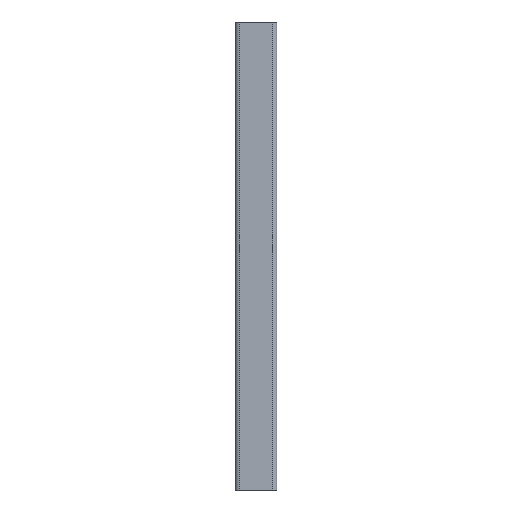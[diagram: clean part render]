
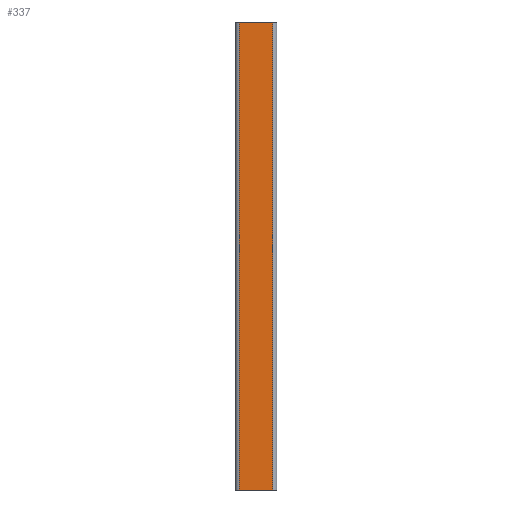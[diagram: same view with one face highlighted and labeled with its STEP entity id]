
A CAD part, front view. The second image highlights one B-rep face of the part: STEP entity #337.
In plain terms, the highlighted planar face has unit normal (0, -1, 0).
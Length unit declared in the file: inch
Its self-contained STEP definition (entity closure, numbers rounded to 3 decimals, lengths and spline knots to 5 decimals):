
#114 = CARTESIAN_POINT ( 'NONE',  ( 0.4, -0.5, 0. ) ) ;
#161 = DIRECTION ( 'NONE',  ( 1., 0., 0. ) ) ;
#180 = ORIENTED_EDGE ( 'NONE', *, *, #384, .F. ) ;
#215 = LINE ( 'NONE', #796, #1003 ) ;
#217 = CARTESIAN_POINT ( 'NONE',  ( -0.4, -0.5, 0. ) ) ;
#243 = CARTESIAN_POINT ( 'NONE',  ( 0.4, -0.5, -1. ) ) ;
#262 = ORIENTED_EDGE ( 'NONE', *, *, #678, .F. ) ;
#337 = ADVANCED_FACE ( 'NONE', ( #722 ), #1298, .T. ) ;
#384 = EDGE_CURVE ( 'NONE', #631, #1801, #884, .T. ) ;
#423 = CARTESIAN_POINT ( 'NONE',  ( 0.4, -0.5, -11.24858 ) ) ;
#577 = DIRECTION ( 'NONE',  ( 0., -1., 0. ) ) ;
#631 = VERTEX_POINT ( 'NONE', #217 ) ;
#661 = LINE ( 'NONE', #1236, #1489 ) ;
#678 = EDGE_CURVE ( 'NONE', #880, #1467, #661, .T. ) ;
#704 = ORIENTED_EDGE ( 'NONE', *, *, #1132, .F. ) ;
#722 = FACE_OUTER_BOUND ( 'NONE', #1538, .T. ) ;
#796 = CARTESIAN_POINT ( 'NONE',  ( -0.4, -0.5, -1. ) ) ;
#823 = DIRECTION ( 'NONE',  ( 0., 0., 1. ) ) ;
#880 = VERTEX_POINT ( 'NONE', #423 ) ;
#884 = LINE ( 'NONE', #1460, #1401 ) ;
#1003 = VECTOR ( 'NONE', #1375, 39.37008 ) ;
#1128 = AXIS2_PLACEMENT_3D ( 'NONE', #1873, #577, #1157 ) ;
#1132 = EDGE_CURVE ( 'NONE', #1467, #631, #215, .T. ) ;
#1157 = DIRECTION ( 'NONE',  ( 1., 0., 0. ) ) ;
#1236 = CARTESIAN_POINT ( 'NONE',  ( 0.4, -0.5, -11.24858 ) ) ;
#1298 = PLANE ( 'NONE',  #1128 ) ;
#1333 = EDGE_CURVE ( 'NONE', #880, #1801, #1546, .T. ) ;
#1375 = DIRECTION ( 'NONE',  ( 0., 0., 1. ) ) ;
#1401 = VECTOR ( 'NONE', #161, 39.37008 ) ;
#1460 = CARTESIAN_POINT ( 'NONE',  ( 0.4, -0.5, 0. ) ) ;
#1467 = VERTEX_POINT ( 'NONE', #1723 ) ;
#1489 = VECTOR ( 'NONE', #1821, 39.37008 ) ;
#1538 = EDGE_LOOP ( 'NONE', ( #180, #704, #262, #1591 ) ) ;
#1546 = LINE ( 'NONE', #243, #1608 ) ;
#1591 = ORIENTED_EDGE ( 'NONE', *, *, #1333, .T. ) ;
#1608 = VECTOR ( 'NONE', #823, 39.37008 ) ;
#1723 = CARTESIAN_POINT ( 'NONE',  ( -0.4, -0.5, -11.24858 ) ) ;
#1801 = VERTEX_POINT ( 'NONE', #114 ) ;
#1821 = DIRECTION ( 'NONE',  ( -1., 0., 0. ) ) ;
#1873 = CARTESIAN_POINT ( 'NONE',  ( 0.4, -0.5, -1. ) ) ;
